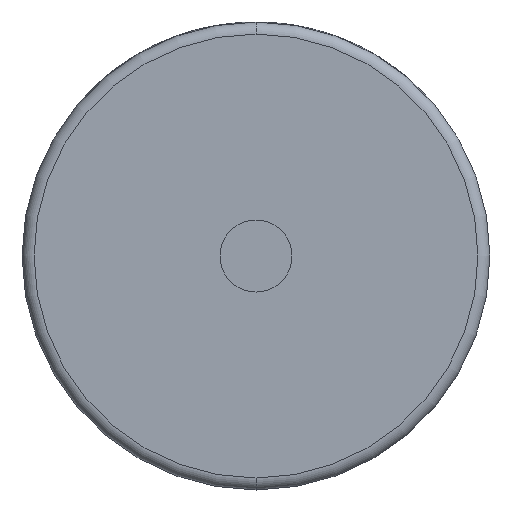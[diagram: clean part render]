
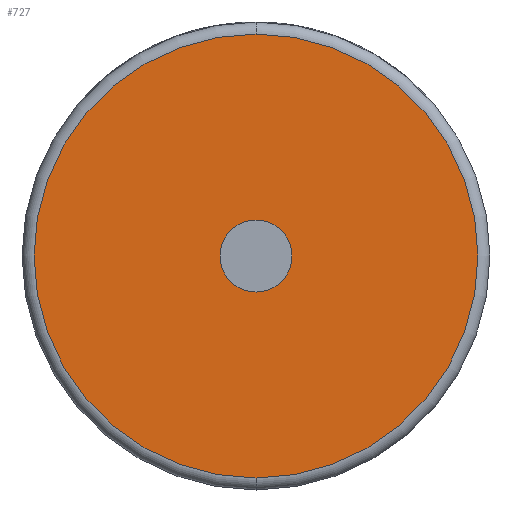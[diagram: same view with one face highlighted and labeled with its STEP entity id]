
A CAD part, front view. The second image highlights one B-rep face of the part: STEP entity #727.
In plain terms, the highlighted planar face has unit normal (0, -1, 0).
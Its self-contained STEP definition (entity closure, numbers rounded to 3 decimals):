
#13 = CIRCLE ( 'NONE', #3917, 6. ) ;
#154 = CARTESIAN_POINT ( 'NONE',  ( 0., 0., 0. ) ) ;
#395 = VERTEX_POINT ( 'NONE', #3132 ) ;
#428 = DIRECTION ( 'NONE',  ( 0., -1., 0. ) ) ;
#467 = AXIS2_PLACEMENT_3D ( 'NONE', #3812, #428, #1732 ) ;
#556 = CIRCLE ( 'NONE', #4140, 37. ) ;
#628 = CARTESIAN_POINT ( 'NONE',  ( 0., 0., 0. ) ) ;
#727 = ADVANCED_FACE ( 'NONE', ( #4011, #980 ), #2362, .F. ) ;
#753 = DIRECTION ( 'NONE',  ( 0., 0., 1. ) ) ;
#980 = FACE_BOUND ( 'NONE', #3532, .T. ) ;
#1041 = CIRCLE ( 'NONE', #3226, 37. ) ;
#1063 = AXIS2_PLACEMENT_3D ( 'NONE', #4152, #4106, #753 ) ;
#1080 = EDGE_CURVE ( 'NONE', #2222, #395, #556, .T. ) ;
#1134 = ORIENTED_EDGE ( 'NONE', *, *, #1080, .T. ) ;
#1508 = DIRECTION ( 'NONE',  ( 0., -1., 0. ) ) ;
#1521 = CARTESIAN_POINT ( 'NONE',  ( 0., 0., 37. ) ) ;
#1732 = DIRECTION ( 'NONE',  ( 0., 0., 1. ) ) ;
#1977 = CIRCLE ( 'NONE', #467, 6. ) ;
#2022 = ORIENTED_EDGE ( 'NONE', *, *, #3590, .T. ) ;
#2024 = DIRECTION ( 'NONE',  ( 0., 0., 1. ) ) ;
#2105 = ORIENTED_EDGE ( 'NONE', *, *, #3876, .F. ) ;
#2222 = VERTEX_POINT ( 'NONE', #1521 ) ;
#2358 = DIRECTION ( 'NONE',  ( 0., -1., 0. ) ) ;
#2362 = PLANE ( 'NONE',  #1063 ) ;
#2434 = ORIENTED_EDGE ( 'NONE', *, *, #3954, .F. ) ;
#2458 = DIRECTION ( 'NONE',  ( 0., 0., 1. ) ) ;
#2635 = VERTEX_POINT ( 'NONE', #2845 ) ;
#2783 = DIRECTION ( 'NONE',  ( 0., -1., 0. ) ) ;
#2845 = CARTESIAN_POINT ( 'NONE',  ( 0., 0., -6. ) ) ;
#2957 = EDGE_LOOP ( 'NONE', ( #1134, #2022 ) ) ;
#3132 = CARTESIAN_POINT ( 'NONE',  ( 0., 0., -37. ) ) ;
#3226 = AXIS2_PLACEMENT_3D ( 'NONE', #154, #1508, #3892 ) ;
#3532 = EDGE_LOOP ( 'NONE', ( #2434, #2105 ) ) ;
#3590 = EDGE_CURVE ( 'NONE', #395, #2222, #1041, .T. ) ;
#3766 = CARTESIAN_POINT ( 'NONE',  ( 0., 0., 0. ) ) ;
#3812 = CARTESIAN_POINT ( 'NONE',  ( 0., 0., 0. ) ) ;
#3840 = VERTEX_POINT ( 'NONE', #4374 ) ;
#3876 = EDGE_CURVE ( 'NONE', #2635, #3840, #13, .T. ) ;
#3892 = DIRECTION ( 'NONE',  ( 0., 0., 1. ) ) ;
#3917 = AXIS2_PLACEMENT_3D ( 'NONE', #3766, #2783, #2458 ) ;
#3954 = EDGE_CURVE ( 'NONE', #3840, #2635, #1977, .T. ) ;
#4011 = FACE_OUTER_BOUND ( 'NONE', #2957, .T. ) ;
#4106 = DIRECTION ( 'NONE',  ( 0., 1., 0. ) ) ;
#4140 = AXIS2_PLACEMENT_3D ( 'NONE', #628, #2358, #2024 ) ;
#4152 = CARTESIAN_POINT ( 'NONE',  ( 0., 0., 0. ) ) ;
#4374 = CARTESIAN_POINT ( 'NONE',  ( 0., 0., 6. ) ) ;
